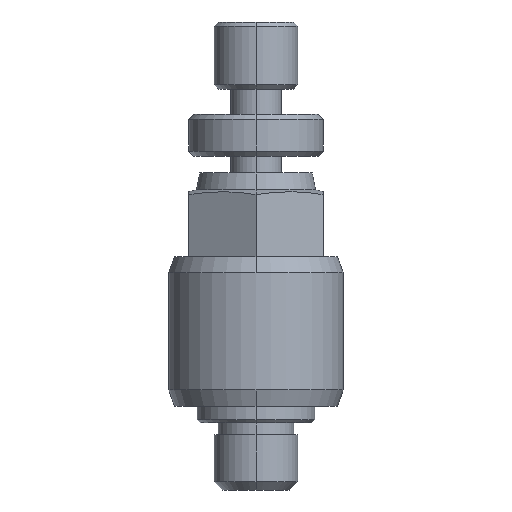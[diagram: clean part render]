
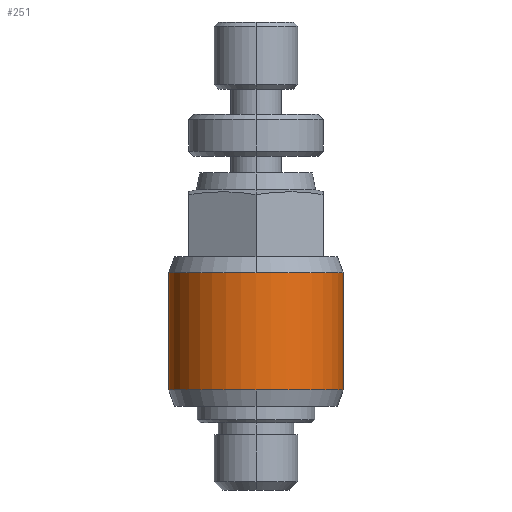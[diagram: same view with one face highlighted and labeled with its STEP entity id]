
A CAD part, front view. The second image highlights one B-rep face of the part: STEP entity #251.
In plain terms, the highlighted cylindrical face has radius 5.2 mm (diameter 10.4 mm), a partial arc.
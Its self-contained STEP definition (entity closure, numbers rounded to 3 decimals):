
#141=CARTESIAN_POINT('',(0.0,-5.2,3.488));
#142=VERTEX_POINT('',#141);
#151=CARTESIAN_POINT('',(5.2,0.0,3.488));
#152=VERTEX_POINT('',#151);
#153=CARTESIAN_POINT('',(0.0,0.0,3.488));
#154=DIRECTION('',(0.0,0.0,-1.0));
#155=DIRECTION('',(1.0,0.0,0.0));
#156=AXIS2_PLACEMENT_3D('',#153,#154,#155);
#157=CIRCLE('',#156,5.2);
#158=EDGE_CURVE('',#152,#142,#157,.T.);
#202=CARTESIAN_POINT('',(0.0,0.0,-4.45));
#203=DIRECTION('',(0.0,0.0,1.0));
#204=DIRECTION('',(1.0,0.0,0.0));
#205=AXIS2_PLACEMENT_3D('',#202,#203,#204);
#206=CYLINDRICAL_SURFACE('',#205,5.2);
#207=CARTESIAN_POINT('',(5.2,0.0,-3.488));
#208=VERTEX_POINT('',#207);
#209=CARTESIAN_POINT('',(5.2,0.0,3.488));
#210=DIRECTION('',(0.0,0.0,-1.0));
#211=VECTOR('',#210,6.977);
#212=LINE('',#209,#211);
#213=EDGE_CURVE('',#152,#208,#212,.T.);
#214=ORIENTED_EDGE('',*,*,#213,.F.);
#215=ORIENTED_EDGE('',*,*,#158,.T.);
#216=CARTESIAN_POINT('',(-5.2,0.,3.488));
#217=VERTEX_POINT('',#216);
#218=CARTESIAN_POINT('',(0.0,0.0,3.488));
#219=DIRECTION('',(0.0,0.0,-1.0));
#220=DIRECTION('',(1.0,0.0,0.0));
#221=AXIS2_PLACEMENT_3D('',#218,#219,#220);
#222=CIRCLE('',#221,5.2);
#223=EDGE_CURVE('',#142,#217,#222,.T.);
#224=ORIENTED_EDGE('',*,*,#223,.T.);
#225=CARTESIAN_POINT('',(-5.2,0.,-3.488));
#226=VERTEX_POINT('',#225);
#227=CARTESIAN_POINT('',(-5.2,0.,3.488));
#228=DIRECTION('',(0.0,0.0,-1.0));
#229=VECTOR('',#228,6.977);
#230=LINE('',#227,#229);
#231=EDGE_CURVE('',#217,#226,#230,.T.);
#232=ORIENTED_EDGE('',*,*,#231,.T.);
#233=CARTESIAN_POINT('',(0.0,-5.2,-3.488));
#234=VERTEX_POINT('',#233);
#235=CARTESIAN_POINT('',(0.0,0.0,-3.488));
#236=DIRECTION('',(0.0,0.0,1.0));
#237=DIRECTION('',(1.0,0.0,0.0));
#238=AXIS2_PLACEMENT_3D('',#235,#236,#237);
#239=CIRCLE('',#238,5.2);
#240=EDGE_CURVE('',#226,#234,#239,.T.);
#241=ORIENTED_EDGE('',*,*,#240,.T.);
#242=CARTESIAN_POINT('',(0.0,0.0,-3.488));
#243=DIRECTION('',(0.0,0.0,1.0));
#244=DIRECTION('',(1.0,0.0,0.0));
#245=AXIS2_PLACEMENT_3D('',#242,#243,#244);
#246=CIRCLE('',#245,5.2);
#247=EDGE_CURVE('',#234,#208,#246,.T.);
#248=ORIENTED_EDGE('',*,*,#247,.T.);
#249=EDGE_LOOP('',(#214,#215,#224,#232,#241,#248));
#250=FACE_OUTER_BOUND('',#249,.T.);
#251=ADVANCED_FACE('',(#250),#206,.T.);
